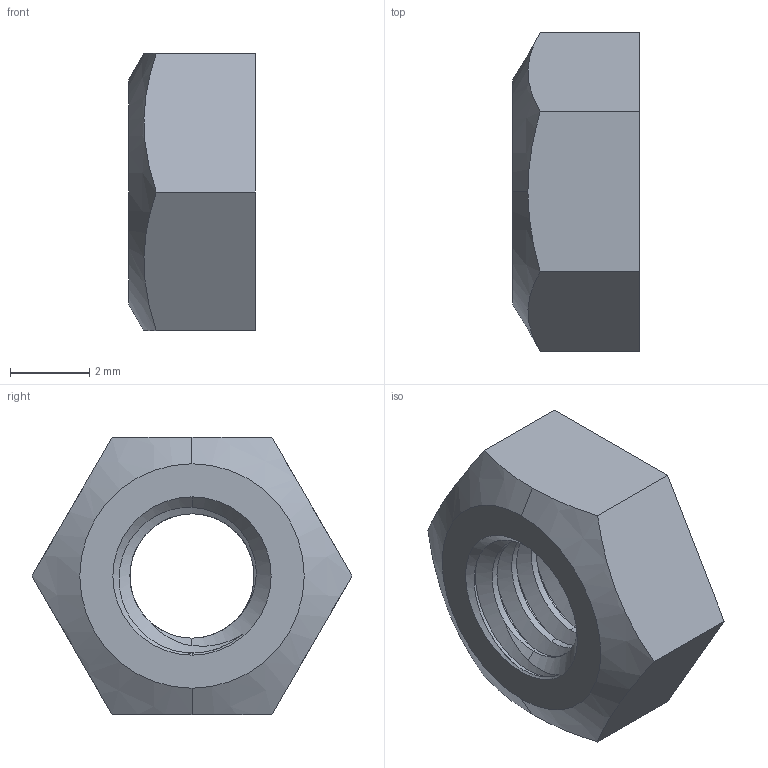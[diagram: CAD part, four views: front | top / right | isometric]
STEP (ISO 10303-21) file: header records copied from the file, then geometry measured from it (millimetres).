
FILE_DESCRIPTION(('FreeCAD Model'),'2;1');
FILE_NAME('Open CASCADE Shape Model','2023-11-08T14:37:28',(''),(''), 'Open CASCADE STEP processor 7.6','FreeCAD','Unknown');
FILE_SCHEMA(('AUTOMOTIVE_DESIGN { 1 0 10303 214 1 1 1 1 }'));
Length unit declared in the file: millimetre
Products named in the file (1): Hexagonal Nut M4_CBALN4
Bounding box: 3.2 x 8.08 x 7 mm (x, y, z)
Volume: 99.8 mm3; surface area: 185 mm2
Topology: 1 solids, 1 shells, 26 faces, 71 edges, 47 vertices
Faces by surface type: cylinder 8, plane 8, cone 7, bspline 3
Entity records: 2009 total; most frequent: CARTESIAN_POINT 1384, ORIENTED_EDGE 142, DIRECTION 92, EDGE_CURVE 71, VERTEX_POINT 47, AXIS2_PLACEMENT_3D 33, FACE_BOUND 28, EDGE_LOOP 28
